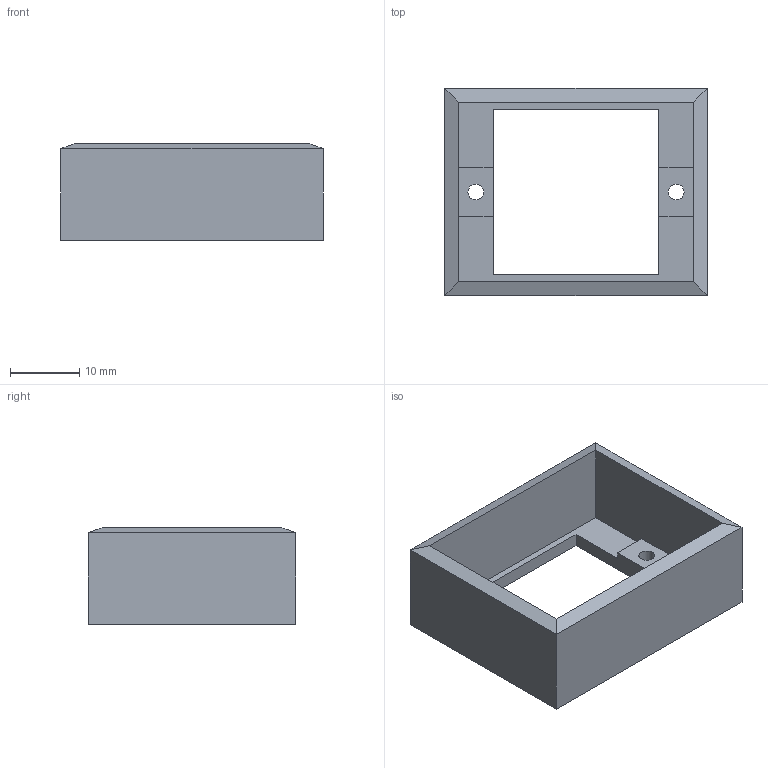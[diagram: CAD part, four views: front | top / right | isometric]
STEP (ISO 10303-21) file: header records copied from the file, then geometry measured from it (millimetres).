
FILE_DESCRIPTION(/* description */ ('Unknown'),/* implementation_level */ '2;1');
FILE_NAME(/* name */ 'sensor_holder',/* time_stamp */ '2024-05-04T11:36:51+02:00',/* author */ ('Unknown'),/* organization */ ('Unknown'),/* preprocessor_version */ 'ST-DEVELOPER v19.4',/* originating_system */ 'Solid Edge',/* authorisation */ 'Unknown');
FILE_SCHEMA (('AUTOMOTIVE_DESIGN {1 0 10303 214 3 1 1}'));
Length unit declared in the file: millimetre
Products named in the file (1): sensor_holder
Bounding box: 38 x 30 x 14 mm (x, y, z)
Volume: 4149.2 mm3; surface area: 4625.9 mm2
Topology: 1 solids, 1 shells, 29 faces, 74 edges, 46 vertices
Faces by surface type: plane 25, cylinder 2, cone 2
Full cylindrical faces by diameter (mm): 2.3 x2
Entity records: 876 total; most frequent: CARTESIAN_POINT 146, ORIENTED_EDGE 140, DIRECTION 136, EDGE_CURVE 70, LINE 64, VECTOR 64, VERTEX_POINT 46, EDGE_LOOP 38
